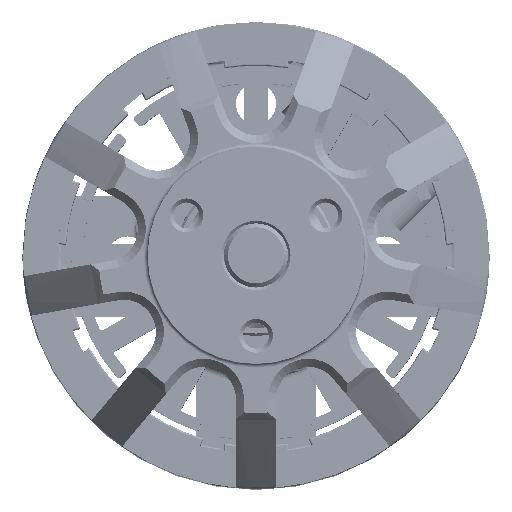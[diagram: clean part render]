
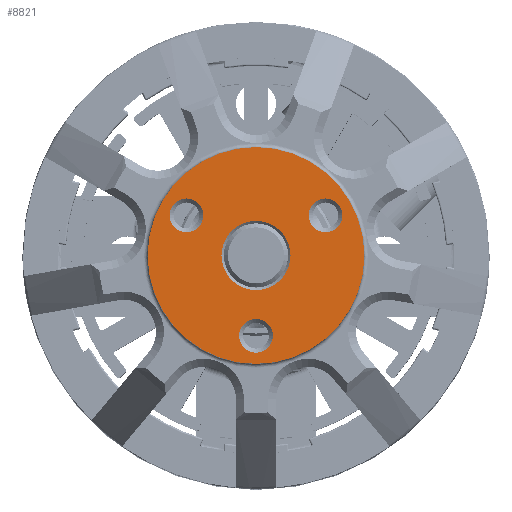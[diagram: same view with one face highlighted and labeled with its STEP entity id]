
A CAD part, top view. The second image highlights one B-rep face of the part: STEP entity #8821.
In plain terms, the highlighted planar face has unit normal (0, 0, 1).
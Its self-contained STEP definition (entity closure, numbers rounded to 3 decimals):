
#274 = CARTESIAN_POINT ( 'NONE',  ( 6.75, 0., 12.75 ) ) ;
#277 = DIRECTION ( 'NONE',  ( 0., 0., 1. ) ) ;
#325 = VERTEX_POINT ( 'NONE', #27901 ) ;
#685 = DIRECTION ( 'NONE',  ( 0., 0., -1. ) ) ;
#686 = VERTEX_POINT ( 'NONE', #17770 ) ;
#944 = AXIS2_PLACEMENT_3D ( 'NONE', #31208, #24382, #21925 ) ;
#959 = EDGE_CURVE ( 'NONE', #2235, #3141, #27589, .T. ) ;
#1064 = DIRECTION ( 'NONE',  ( 0., 0., 1. ) ) ;
#1952 = AXIS2_PLACEMENT_3D ( 'NONE', #24451, #6621, #29493 ) ;
#1965 = CARTESIAN_POINT ( 'NONE',  ( -2.15, 0., 12.75 ) ) ;
#2235 = VERTEX_POINT ( 'NONE', #10931 ) ;
#2421 = EDGE_CURVE ( 'NONE', #31074, #22165, #29927, .T. ) ;
#2741 = DIRECTION ( 'NONE',  ( 1., 0., 0. ) ) ;
#3141 = VERTEX_POINT ( 'NONE', #25008 ) ;
#3616 = CARTESIAN_POINT ( 'NONE',  ( -4.33, 2.5, 12.75 ) ) ;
#3644 = DIRECTION ( 'NONE',  ( 1., 0., 0. ) ) ;
#3673 = FACE_BOUND ( 'NONE', #3853, .T. ) ;
#3702 = CARTESIAN_POINT ( 'NONE',  ( 0., -5., 12.75 ) ) ;
#3853 = EDGE_LOOP ( 'NONE', ( #31367, #22671 ) ) ;
#3855 = DIRECTION ( 'NONE',  ( 0., 0., 1. ) ) ;
#4431 = EDGE_CURVE ( 'NONE', #686, #22002, #25002, .T. ) ;
#4464 = CARTESIAN_POINT ( 'NONE',  ( 4.33, 2.5, 12.75 ) ) ;
#5090 = CIRCLE ( 'NONE', #17311, 2.15 ) ;
#6074 = CARTESIAN_POINT ( 'NONE',  ( 3.28, 2.5, 12.75 ) ) ;
#6309 = ORIENTED_EDGE ( 'NONE', *, *, #4431, .F. ) ;
#6621 = DIRECTION ( 'NONE',  ( 0., 0., 1. ) ) ;
#7211 = ORIENTED_EDGE ( 'NONE', *, *, #9832, .T. ) ;
#7829 = EDGE_CURVE ( 'NONE', #24898, #12008, #16582, .T. ) ;
#8804 = DIRECTION ( 'NONE',  ( 1., 0., 0. ) ) ;
#8821 = ADVANCED_FACE ( 'NONE', ( #3673, #17705, #29272, #28477, #13291 ), #16162, .T. ) ;
#9041 = EDGE_LOOP ( 'NONE', ( #6309, #13774 ) ) ;
#9120 = EDGE_LOOP ( 'NONE', ( #27811, #30157 ) ) ;
#9608 = EDGE_LOOP ( 'NONE', ( #7211, #29891 ) ) ;
#9832 = EDGE_CURVE ( 'NONE', #12008, #24898, #25212, .T. ) ;
#10931 = CARTESIAN_POINT ( 'NONE',  ( 1.05, -5., 12.75 ) ) ;
#11307 = DIRECTION ( 'NONE',  ( 0., 0., -1. ) ) ;
#11582 = CARTESIAN_POINT ( 'NONE',  ( -4.33, 2.5, 12.75 ) ) ;
#11667 = CIRCLE ( 'NONE', #28400, 1.05 ) ;
#12008 = VERTEX_POINT ( 'NONE', #31522 ) ;
#12944 = CARTESIAN_POINT ( 'NONE',  ( 4.33, 2.5, 12.75 ) ) ;
#13291 = FACE_OUTER_BOUND ( 'NONE', #9608, .T. ) ;
#13516 = DIRECTION ( 'NONE',  ( 0., 0., 1. ) ) ;
#13704 = DIRECTION ( 'NONE',  ( 1., 0., 0. ) ) ;
#13774 = ORIENTED_EDGE ( 'NONE', *, *, #13983, .F. ) ;
#13891 = CARTESIAN_POINT ( 'NONE',  ( 0., 0., 12.75 ) ) ;
#13983 = EDGE_CURVE ( 'NONE', #22002, #686, #29000, .T. ) ;
#14133 = DIRECTION ( 'NONE',  ( 0., 0., 1. ) ) ;
#16162 = PLANE ( 'NONE',  #944 ) ;
#16530 = EDGE_CURVE ( 'NONE', #3141, #2235, #23041, .T. ) ;
#16582 = CIRCLE ( 'NONE', #1952, 6.75 ) ;
#16616 = CARTESIAN_POINT ( 'NONE',  ( -3.28, 2.5, 12.75 ) ) ;
#17311 = AXIS2_PLACEMENT_3D ( 'NONE', #13891, #11307, #21472 ) ;
#17705 = FACE_BOUND ( 'NONE', #9041, .T. ) ;
#17736 = AXIS2_PLACEMENT_3D ( 'NONE', #11582, #3855, #24081 ) ;
#17752 = ORIENTED_EDGE ( 'NONE', *, *, #2421, .F. ) ;
#17770 = CARTESIAN_POINT ( 'NONE',  ( 5.38, 2.5, 12.75 ) ) ;
#18506 = CARTESIAN_POINT ( 'NONE',  ( 0., 0., 12.75 ) ) ;
#21472 = DIRECTION ( 'NONE',  ( 1., 0., 0. ) ) ;
#21826 = DIRECTION ( 'NONE',  ( 0., 0., 1. ) ) ;
#21921 = EDGE_CURVE ( 'NONE', #30666, #325, #5090, .T. ) ;
#21925 = DIRECTION ( 'NONE',  ( 1., 0., 0. ) ) ;
#22002 = VERTEX_POINT ( 'NONE', #6074 ) ;
#22165 = VERTEX_POINT ( 'NONE', #30493 ) ;
#22334 = DIRECTION ( 'NONE',  ( 1., 0., 0. ) ) ;
#22671 = ORIENTED_EDGE ( 'NONE', *, *, #16530, .F. ) ;
#23041 = CIRCLE ( 'NONE', #23979, 1.05 ) ;
#23060 = AXIS2_PLACEMENT_3D ( 'NONE', #4464, #32493, #22334 ) ;
#23714 = DIRECTION ( 'NONE',  ( 1., 0., 0. ) ) ;
#23979 = AXIS2_PLACEMENT_3D ( 'NONE', #24516, #1064, #8804 ) ;
#24081 = DIRECTION ( 'NONE',  ( 1., 0., 0. ) ) ;
#24382 = DIRECTION ( 'NONE',  ( 0., 0., 1. ) ) ;
#24451 = CARTESIAN_POINT ( 'NONE',  ( 0., 0., 12.75 ) ) ;
#24516 = CARTESIAN_POINT ( 'NONE',  ( 0., -5., 12.75 ) ) ;
#24872 = EDGE_LOOP ( 'NONE', ( #17752, #30010 ) ) ;
#24898 = VERTEX_POINT ( 'NONE', #274 ) ;
#25002 = CIRCLE ( 'NONE', #23060, 1.05 ) ;
#25008 = CARTESIAN_POINT ( 'NONE',  ( -1.05, -5., 12.75 ) ) ;
#25212 = CIRCLE ( 'NONE', #30764, 6.75 ) ;
#25290 = AXIS2_PLACEMENT_3D ( 'NONE', #18506, #685, #23714 ) ;
#25514 = CIRCLE ( 'NONE', #25290, 2.15 ) ;
#26658 = AXIS2_PLACEMENT_3D ( 'NONE', #3702, #14133, #31971 ) ;
#27589 = CIRCLE ( 'NONE', #26658, 1.05 ) ;
#27811 = ORIENTED_EDGE ( 'NONE', *, *, #28337, .T. ) ;
#27901 = CARTESIAN_POINT ( 'NONE',  ( 2.15, 0., 12.75 ) ) ;
#28337 = EDGE_CURVE ( 'NONE', #325, #30666, #25514, .T. ) ;
#28400 = AXIS2_PLACEMENT_3D ( 'NONE', #3616, #21826, #13704 ) ;
#28477 = FACE_BOUND ( 'NONE', #9120, .T. ) ;
#29000 = CIRCLE ( 'NONE', #32226, 1.05 ) ;
#29244 = CARTESIAN_POINT ( 'NONE',  ( 0., 0., 12.75 ) ) ;
#29272 = FACE_BOUND ( 'NONE', #24872, .T. ) ;
#29493 = DIRECTION ( 'NONE',  ( 1., 0., 0. ) ) ;
#29891 = ORIENTED_EDGE ( 'NONE', *, *, #7829, .T. ) ;
#29927 = CIRCLE ( 'NONE', #17736, 1.05 ) ;
#30010 = ORIENTED_EDGE ( 'NONE', *, *, #32369, .F. ) ;
#30157 = ORIENTED_EDGE ( 'NONE', *, *, #21921, .T. ) ;
#30493 = CARTESIAN_POINT ( 'NONE',  ( -5.38, 2.5, 12.75 ) ) ;
#30666 = VERTEX_POINT ( 'NONE', #1965 ) ;
#30764 = AXIS2_PLACEMENT_3D ( 'NONE', #29244, #13516, #3644 ) ;
#31074 = VERTEX_POINT ( 'NONE', #16616 ) ;
#31208 = CARTESIAN_POINT ( 'NONE',  ( 0., 0., 12.75 ) ) ;
#31367 = ORIENTED_EDGE ( 'NONE', *, *, #959, .F. ) ;
#31522 = CARTESIAN_POINT ( 'NONE',  ( -6.75, 0., 12.75 ) ) ;
#31971 = DIRECTION ( 'NONE',  ( 1., 0., 0. ) ) ;
#32226 = AXIS2_PLACEMENT_3D ( 'NONE', #12944, #277, #2741 ) ;
#32369 = EDGE_CURVE ( 'NONE', #22165, #31074, #11667, .T. ) ;
#32493 = DIRECTION ( 'NONE',  ( 0., 0., 1. ) ) ;
